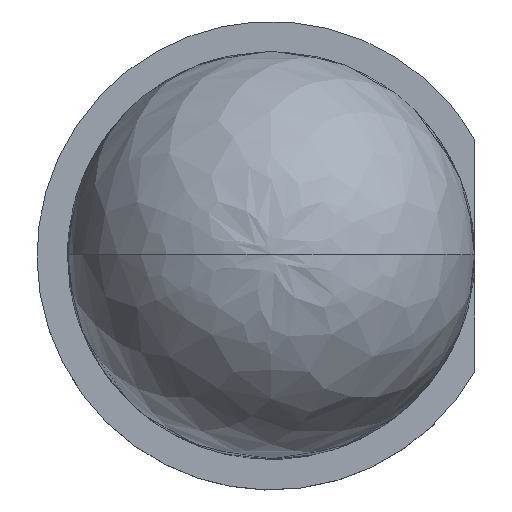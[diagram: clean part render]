
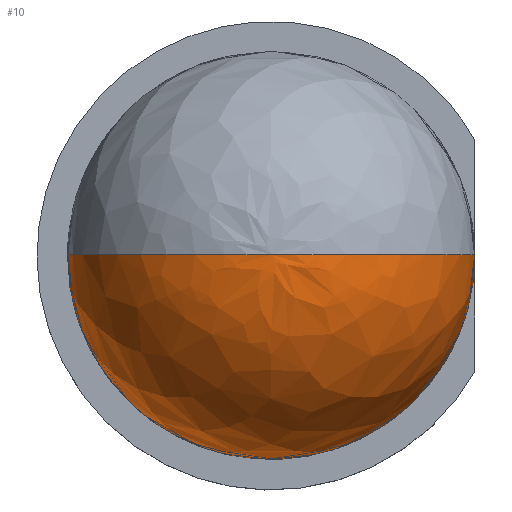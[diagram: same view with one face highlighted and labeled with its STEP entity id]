
A CAD part, top view. The second image highlights one B-rep face of the part: STEP entity #10.
In plain terms, the highlighted free-form (B-spline) face has degree [2, 2] with [5, 5] control points.
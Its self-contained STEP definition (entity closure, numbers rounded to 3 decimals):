
#1 = CARTESIAN_POINT ( 'NONE',  ( -2.54, -2.54, 3.685 ) ) ;
#5 = CARTESIAN_POINT ( 'NONE',  ( 2.54, 0., 3.685 ) ) ;
#7 = CARTESIAN_POINT ( 'NONE',  ( -2.54, 0., 3.685 ) ) ;
#10 = ADVANCED_FACE ( 'NONE', ( #111 ), #153, .T. ) ;
#43 = CARTESIAN_POINT ( 'NONE',  ( 0., 0., 8.89 ) ) ;
#49 = EDGE_CURVE ( 'NONE', #336, #316, #379, .T. ) ;
#50 = CARTESIAN_POINT ( 'NONE',  ( 0., 0., 8.89 ) ) ;
#51 = CARTESIAN_POINT ( 'NONE',  ( 2.54, -2.54, 6.35 ) ) ;
#54 = CARTESIAN_POINT ( 'NONE',  ( -2.54, 0., 1.02 ) ) ;
#55 = CARTESIAN_POINT ( 'NONE',  ( -2.54, -2.54, 8.89 ) ) ;
#67 = CARTESIAN_POINT ( 'NONE',  ( 2.54, 0., 6.35 ) ) ;
#91 = CARTESIAN_POINT ( 'NONE',  ( 0., -2.54, 1.02 ) ) ;
#93 = CARTESIAN_POINT ( 'NONE',  ( 0., 0., 8.89 ) ) ;
#107 = CARTESIAN_POINT ( 'NONE',  ( 2.54, 0., 1.02 ) ) ;
#111 = FACE_OUTER_BOUND ( 'NONE', #237, .T. ) ;
#128 = CARTESIAN_POINT ( 'NONE',  ( 2.54, -2.54, 1.02 ) ) ;
#134 = CARTESIAN_POINT ( 'NONE',  ( 2.54, 0., 1.02 ) ) ;
#153 =( BOUNDED_SURFACE ( )  B_SPLINE_SURFACE ( 2, 2, ( 
 ( #134, #128, #533, #273, #411 ),
 ( #5, #408, #447, #1, #449 ),
 ( #530, #51, #539, #179, #499 ),
 ( #277, #314, #403, #55, #318 ),
 ( #266, #93, #43, #229, #321 ) ),
 .UNSPECIFIED., .F., .F., .T. ) 
 B_SPLINE_SURFACE_WITH_KNOTS ( ( 3, 2, 3 ),
 ( 3, 2, 3 ),
 ( -5.33, 0., 3.99 ),
 ( 0., 2.33, 4.66 ),
 .UNSPECIFIED. ) 
 GEOMETRIC_REPRESENTATION_ITEM ( )  RATIONAL_B_SPLINE_SURFACE ( (
 ( 1., 0.707, 1., 0.707, 1.),
 ( 1., 0.707, 1., 0.707, 1.),
 ( 1., 0.707, 1., 0.707, 1.),
 ( 0.707, 0.5, 0.707, 0.5, 0.707),
 ( 1., 0.707, 1., 0.707, 1.) ) ) 
 REPRESENTATION_ITEM ( '' )  SURFACE ( )  );
#176 = CARTESIAN_POINT ( 'NONE',  ( -2.54, 0., 1.02 ) ) ;
#179 = CARTESIAN_POINT ( 'NONE',  ( -2.54, -2.54, 6.35 ) ) ;
#182 = CARTESIAN_POINT ( 'NONE',  ( -2.54, -2.54, 1.02 ) ) ;
#202 = CARTESIAN_POINT ( 'NONE',  ( 2.54, 0., 8.89 ) ) ;
#229 = CARTESIAN_POINT ( 'NONE',  ( 0., 0., 8.89 ) ) ;
#237 = EDGE_LOOP ( 'NONE', ( #527, #427, #310 ) ) ;
#264 = CARTESIAN_POINT ( 'NONE',  ( 0., 0., 8.89 ) ) ;
#266 = CARTESIAN_POINT ( 'NONE',  ( 0., 0., 8.89 ) ) ;
#273 = CARTESIAN_POINT ( 'NONE',  ( -2.54, -2.54, 1.02 ) ) ;
#277 = CARTESIAN_POINT ( 'NONE',  ( 2.54, 0., 8.89 ) ) ;
#310 = ORIENTED_EDGE ( 'NONE', *, *, #459, .F. ) ;
#314 = CARTESIAN_POINT ( 'NONE',  ( 2.54, -2.54, 8.89 ) ) ;
#316 = VERTEX_POINT ( 'NONE', #264 ) ;
#318 = CARTESIAN_POINT ( 'NONE',  ( -2.54, 0., 8.89 ) ) ;
#321 = CARTESIAN_POINT ( 'NONE',  ( 0., 0., 8.89 ) ) ;
#336 = VERTEX_POINT ( 'NONE', #568 ) ;
#337 =( BOUNDED_CURVE ( )  B_SPLINE_CURVE ( 2, ( #54, #182, #91, #457, #505 ),
 .UNSPECIFIED., .F., .T. ) 
 B_SPLINE_CURVE_WITH_KNOTS ( ( 3, 2, 3 ),
 ( -4.66, -2.33, 0. ),
 .UNSPECIFIED. ) 
 CURVE ( )  GEOMETRIC_REPRESENTATION_ITEM ( )  RATIONAL_B_SPLINE_CURVE ( ( 1., 0.707, 1., 0.707, 1. ) ) 
 REPRESENTATION_ITEM ( '' )  );
#379 =( BOUNDED_CURVE ( )  B_SPLINE_CURVE ( 2, ( #107, #473, #67, #202, #467 ),
 .UNSPECIFIED., .F., .F. ) 
 B_SPLINE_CURVE_WITH_KNOTS ( ( 3, 2, 3 ),
 ( -5.33, 0., 3.99 ),
 .UNSPECIFIED. ) 
 CURVE ( )  GEOMETRIC_REPRESENTATION_ITEM ( )  RATIONAL_B_SPLINE_CURVE ( ( 1., 1., 1., 0.707, 1. ) ) 
 REPRESENTATION_ITEM ( '' )  );
#382 = CARTESIAN_POINT ( 'NONE',  ( -2.54, 0., 1.02 ) ) ;
#403 = CARTESIAN_POINT ( 'NONE',  ( 0., -2.54, 8.89 ) ) ;
#408 = CARTESIAN_POINT ( 'NONE',  ( 2.54, -2.54, 3.685 ) ) ;
#411 = CARTESIAN_POINT ( 'NONE',  ( -2.54, 0., 1.02 ) ) ;
#422 = EDGE_CURVE ( 'NONE', #556, #336, #337, .T. ) ;
#423 =( BOUNDED_CURVE ( )  B_SPLINE_CURVE ( 2, ( #176, #7, #455, #541, #50 ),
 .UNSPECIFIED., .F., .T. ) 
 B_SPLINE_CURVE_WITH_KNOTS ( ( 3, 2, 3 ),
 ( -5.33, 0., 3.99 ),
 .UNSPECIFIED. ) 
 CURVE ( )  GEOMETRIC_REPRESENTATION_ITEM ( )  RATIONAL_B_SPLINE_CURVE ( ( 1., 1., 1., 0.707, 1. ) ) 
 REPRESENTATION_ITEM ( '' )  );
#427 = ORIENTED_EDGE ( 'NONE', *, *, #49, .T. ) ;
#447 = CARTESIAN_POINT ( 'NONE',  ( 0., -2.54, 3.685 ) ) ;
#449 = CARTESIAN_POINT ( 'NONE',  ( -2.54, 0., 3.685 ) ) ;
#455 = CARTESIAN_POINT ( 'NONE',  ( -2.54, 0., 6.35 ) ) ;
#457 = CARTESIAN_POINT ( 'NONE',  ( 2.54, -2.54, 1.02 ) ) ;
#459 = EDGE_CURVE ( 'NONE', #556, #316, #423, .T. ) ;
#467 = CARTESIAN_POINT ( 'NONE',  ( 0., 0., 8.89 ) ) ;
#473 = CARTESIAN_POINT ( 'NONE',  ( 2.54, 0., 3.685 ) ) ;
#499 = CARTESIAN_POINT ( 'NONE',  ( -2.54, 0., 6.35 ) ) ;
#505 = CARTESIAN_POINT ( 'NONE',  ( 2.54, 0., 1.02 ) ) ;
#527 = ORIENTED_EDGE ( 'NONE', *, *, #422, .T. ) ;
#530 = CARTESIAN_POINT ( 'NONE',  ( 2.54, 0., 6.35 ) ) ;
#533 = CARTESIAN_POINT ( 'NONE',  ( 0., -2.54, 1.02 ) ) ;
#539 = CARTESIAN_POINT ( 'NONE',  ( 0., -2.54, 6.35 ) ) ;
#541 = CARTESIAN_POINT ( 'NONE',  ( -2.54, 0., 8.89 ) ) ;
#556 = VERTEX_POINT ( 'NONE', #382 ) ;
#568 = CARTESIAN_POINT ( 'NONE',  ( 2.54, 0., 1.02 ) ) ;
